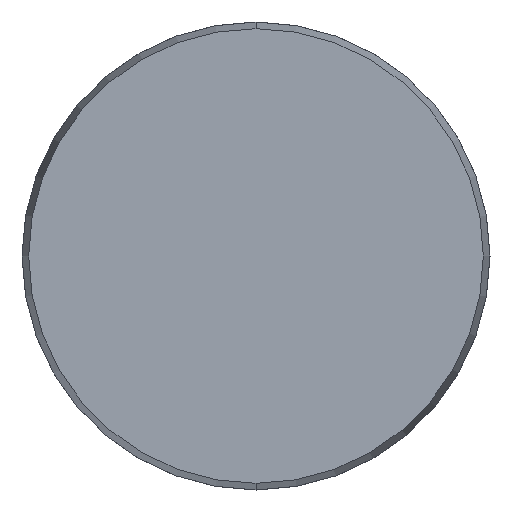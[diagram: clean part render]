
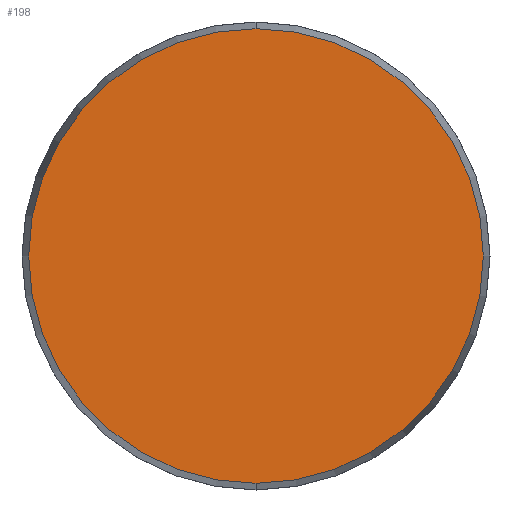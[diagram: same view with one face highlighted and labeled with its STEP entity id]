
A CAD part, front view. The second image highlights one B-rep face of the part: STEP entity #198.
In plain terms, the highlighted planar face has unit normal (0, -1, 0).
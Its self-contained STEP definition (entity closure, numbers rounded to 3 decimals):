
#15 = DIRECTION ( 'NONE',  ( 0., 1., 0. ) ) ;
#44 = EDGE_CURVE ( 'NONE', #221, #402, #463, .T. ) ;
#46 = AXIS2_PLACEMENT_3D ( 'NONE', #93, #15, #910 ) ;
#93 = CARTESIAN_POINT ( 'NONE',  ( -29.143, 0., 0. ) ) ;
#110 = DIRECTION ( 'NONE',  ( 0., -1., 0. ) ) ;
#193 = CARTESIAN_POINT ( 'NONE',  ( 0., 0., 0. ) ) ;
#198 = ADVANCED_FACE ( 'NONE', ( #649 ), #799, .F. ) ;
#221 = VERTEX_POINT ( 'NONE', #651 ) ;
#241 = EDGE_LOOP ( 'NONE', ( #471, #807 ) ) ;
#312 = CARTESIAN_POINT ( 'NONE',  ( 0., 0., 0. ) ) ;
#402 = VERTEX_POINT ( 'NONE', #980 ) ;
#463 = CIRCLE ( 'NONE', #716, 29.143 ) ;
#465 = DIRECTION ( 'NONE',  ( 0., 0., -1. ) ) ;
#471 = ORIENTED_EDGE ( 'NONE', *, *, #44, .T. ) ;
#478 = AXIS2_PLACEMENT_3D ( 'NONE', #193, #110, #511 ) ;
#511 = DIRECTION ( 'NONE',  ( 0., 0., -1. ) ) ;
#544 = DIRECTION ( 'NONE',  ( 0., -1., 0. ) ) ;
#584 = EDGE_CURVE ( 'NONE', #402, #221, #959, .T. ) ;
#649 = FACE_OUTER_BOUND ( 'NONE', #241, .T. ) ;
#651 = CARTESIAN_POINT ( 'NONE',  ( 0., 0., 29.143 ) ) ;
#716 = AXIS2_PLACEMENT_3D ( 'NONE', #312, #544, #465 ) ;
#799 = PLANE ( 'NONE',  #46 ) ;
#807 = ORIENTED_EDGE ( 'NONE', *, *, #584, .T. ) ;
#910 = DIRECTION ( 'NONE',  ( 0., 0., 1. ) ) ;
#959 = CIRCLE ( 'NONE', #478, 29.143 ) ;
#980 = CARTESIAN_POINT ( 'NONE',  ( 0., 0., -29.143 ) ) ;
